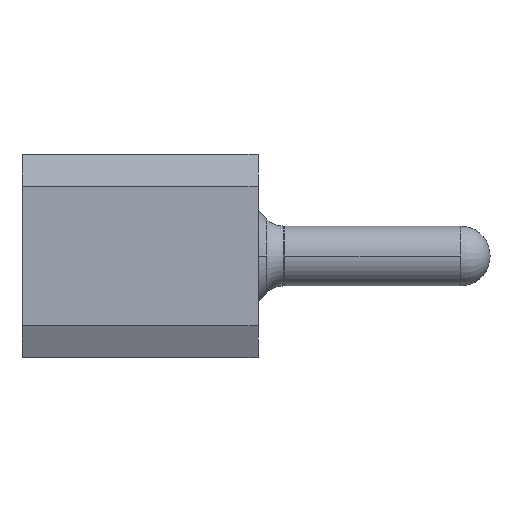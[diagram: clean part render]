
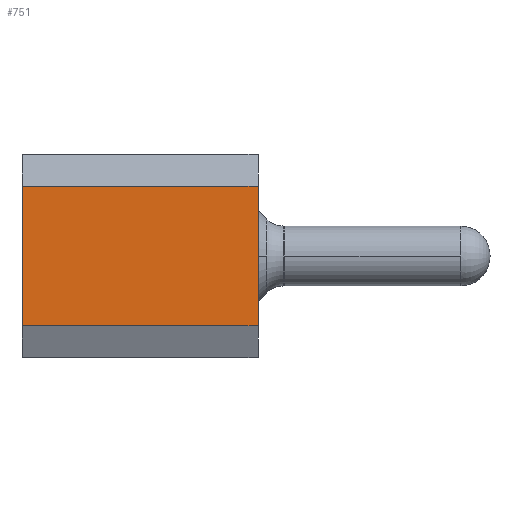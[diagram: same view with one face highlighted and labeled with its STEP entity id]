
A CAD part, left-side view. The second image highlights one B-rep face of the part: STEP entity #751.
In plain terms, the highlighted planar face has unit normal (-1, 0, 0).
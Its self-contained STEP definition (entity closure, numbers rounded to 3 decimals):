
#751=ADVANCED_FACE('',(#1517),#1518,.T.);
#1517=FACE_OUTER_BOUND('',#2285,.T.);
#1518=PLANE('',#2286);
#2285=EDGE_LOOP('',(#4328,#4329,#4330,#4331));
#2286=AXIS2_PLACEMENT_3D('',#4332,#4333,#4334);
#4328=ORIENTED_EDGE('',*,*,#5133,.T.);
#4329=ORIENTED_EDGE('',*,*,#5225,.F.);
#4330=ORIENTED_EDGE('',*,*,#5226,.F.);
#4331=ORIENTED_EDGE('',*,*,#5221,.T.);
#4332=CARTESIAN_POINT('',(-6.35,0.,0.));
#4333=DIRECTION('',(-1.0,0.0,0.0));
#4334=DIRECTION('',(0.0,0.,1.0));
#5133=EDGE_CURVE('',#6241,#6239,#6242,.T.);
#5221=EDGE_CURVE('',#6367,#6241,#6368,.T.);
#5225=EDGE_CURVE('',#6373,#6239,#6374,.T.);
#5226=EDGE_CURVE('',#6367,#6373,#6375,.T.);
#6239=VERTEX_POINT('',#7594);
#6241=VERTEX_POINT('',#7597);
#6242=LINE('',#7598,#7599);
#6367=VERTEX_POINT('',#7786);
#6368=LINE('',#7787,#7788);
#6373=VERTEX_POINT('',#7795);
#6374=LINE('',#7796,#7797);
#6375=LINE('',#7798,#7799);
#7594=CARTESIAN_POINT('',(-6.35,2.95,-0.87));
#7597=CARTESIAN_POINT('',(-6.35,2.95,0.87));
#7598=CARTESIAN_POINT('',(-6.35,2.95,0.87));
#7599=VECTOR('',#8884,1.0);
#7786=CARTESIAN_POINT('',(-6.35,0.,0.87));
#7787=CARTESIAN_POINT('',(-6.35,0.,0.87));
#7788=VECTOR('',#8947,1.0);
#7795=CARTESIAN_POINT('',(-6.35,0.,-0.87));
#7796=CARTESIAN_POINT('',(-6.35,0.,-0.87));
#7797=VECTOR('',#8950,1.0);
#7798=CARTESIAN_POINT('',(-6.35,0.,0.87));
#7799=VECTOR('',#8951,1.0);
#8884=DIRECTION('',(0.0,0.,-1.0));
#8947=DIRECTION('',(0.0,1.0,0.));
#8950=DIRECTION('',(0.0,1.0,0.));
#8951=DIRECTION('',(0.0,0.,-1.0));
